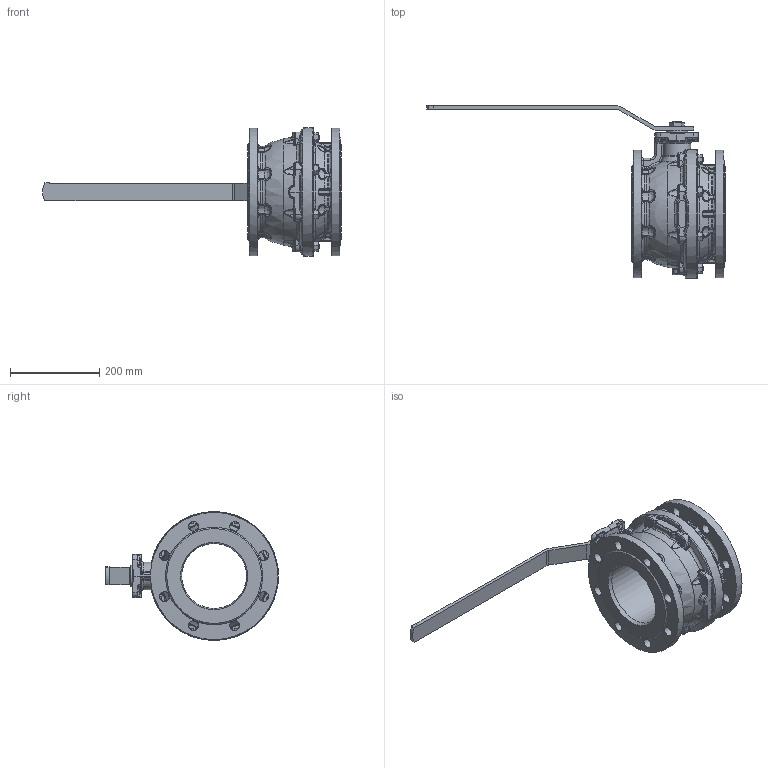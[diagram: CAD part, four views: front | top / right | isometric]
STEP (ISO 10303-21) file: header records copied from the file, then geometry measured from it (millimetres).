
FILE_DESCRIPTION( ( 'Unknown' ), '1' );
FILE_NAME( '4.170.150.stp', 'Unknown', ( 'Unknown' ), ( 'Unknown' ), 'PSStep 13.0', 'Unknown', ' ' );
FILE_SCHEMA( ( 'AUTOMOTIVE_DESIGN { 1 0 10303 214 1 1 1 1 }' ) );
Length unit declared in the file: millimetre
Products named in the file (2): Assem1; B2.DN150
Bounding box: 669 x 386.93 x 288 mm (x, y, z)
Volume: 13946062.4 mm3; surface area: 1134608.8 mm2
Topology: 2 solids, 20 shells, 2934 faces, 7292 edges, 4244 vertices
Faces by surface type: bspline 1148, cylinder 668, plane 514, cone 352, torus 220, sphere 32
Full cylindrical faces by diameter (mm): 10.2 x8, 11 x8, 12 x16, 13 x16, 17.2 x2, 17.5 x2, 20 x2, 22 x32, 30.5 x2, 31 x2, 32 x2, 48.2 x2, 56 x2, 145 x2, 285 x4, 288 x2
Entity records: 88987 total; most frequent: CARTESIAN_POINT 48285, ORIENTED_EDGE 6826, DIRECTION 4906, EDGE_CURVE 3413, AXIS2_PLACEMENT_3D 2152, VERTEX_POINT 2058, EDGE_LOOP 1629, FACE_OUTER_BOUND 1521
